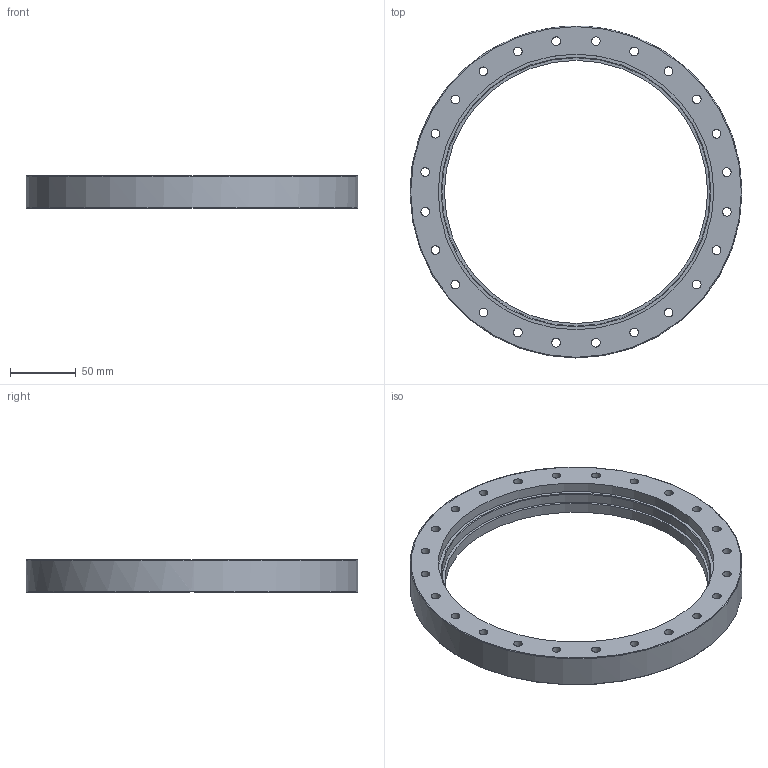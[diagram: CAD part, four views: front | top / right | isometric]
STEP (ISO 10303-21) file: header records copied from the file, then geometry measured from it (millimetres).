
FILE_DESCRIPTION((''),'2;1');
FILE_NAME('F200RB204T-316.stp','2009-03-13T09:01:06',('hasers'),(''),'Autodesk Inventor 2008','Autodesk Inventor 2008','');
FILE_SCHEMA(('AUTOMOTIVE_DESIGN { 1 0 10303 214 1 1 1 1 }'));
Length unit declared in the file: millimetre
Products named in the file (4): F200RB204T-316; i-F200RB204T-316; CF-R [Subject [Summary]=-316L][Title [Summary]=F200ROT]; CF-R [Subject [Summary]=-316L][Title [Summary]=F200RIB204]
Assembly tree (3 placements, depth 3):
  F200RB204T-316
    i-F200RB204T-316
      CF-R [Subject [Summary]=-316L][Title [Summary]=F200ROT]
      CF-R [Subject [Summary]=-316L][Title [Summary]=F200RIB204]
Bounding box: 253 x 253 x 25 mm (x, y, z)
Volume: 402148.8 mm3; surface area: 114369.3 mm2
Topology: 2 solids, 2 shells, 51 faces, 155 edges, 109 vertices
Faces by surface type: bspline 31, torus 7, cylinder 5, plane 5, cone 3
Full cylindrical faces by diameter (mm): 222.1 x1, 223 x1, 253 x1
Entity records: 2031 total; most frequent: CARTESIAN_POINT 843, DIRECTION 206, ORIENTED_EDGE 172, EDGE_LOOP 144, AXIS2_PLACEMENT_3D 101, FACE_BOUND 93, EDGE_CURVE 86, VERTEX_POINT 80
